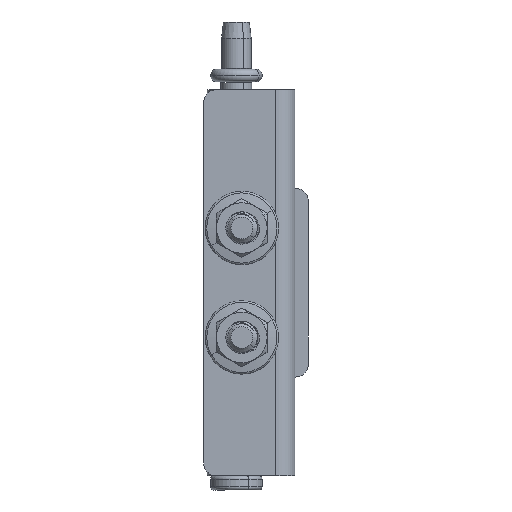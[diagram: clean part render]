
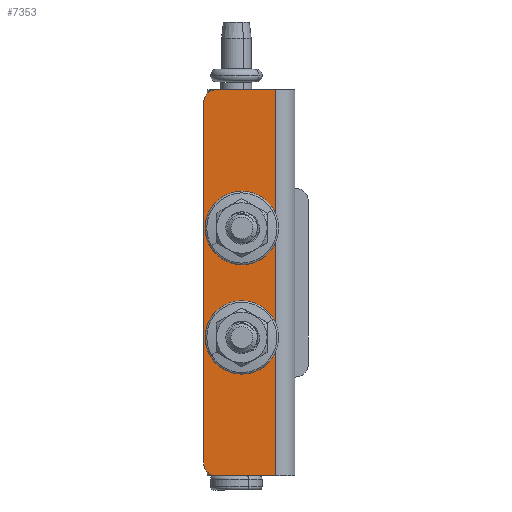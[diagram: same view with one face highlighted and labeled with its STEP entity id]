
A CAD part, front view. The second image highlights one B-rep face of the part: STEP entity #7353.
In plain terms, the highlighted planar face has unit normal (0, -1, 0).
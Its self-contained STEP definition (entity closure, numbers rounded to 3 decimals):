
#165 = DIRECTION ( 'NONE',  ( 0., 0., 1. ) ) ;
#191 = CARTESIAN_POINT ( 'NONE',  ( -93.915, 14.572, 60.386 ) ) ;
#254 = LINE ( 'NONE', #2965, #5567 ) ;
#471 = DIRECTION ( 'NONE',  ( 0., -1., 0. ) ) ;
#516 = DIRECTION ( 'NONE',  ( 0., 0., 1. ) ) ;
#517 = ORIENTED_EDGE ( 'NONE', *, *, #1710, .F. ) ;
#553 = CARTESIAN_POINT ( 'NONE',  ( -87.965, 14.572, 41.536 ) ) ;
#666 = ORIENTED_EDGE ( 'NONE', *, *, #7815, .F. ) ;
#723 = EDGE_CURVE ( 'NONE', #2972, #5156, #7880, .T. ) ;
#1012 = DIRECTION ( 'NONE',  ( 0., 0., 1. ) ) ;
#1109 = FACE_BOUND ( 'NONE', #7423, .T. ) ;
#1114 = ORIENTED_EDGE ( 'NONE', *, *, #7852, .F. ) ;
#1192 = EDGE_LOOP ( 'NONE', ( #2862, #6911, #7974, #666, #8497, #3184 ) ) ;
#1279 = CARTESIAN_POINT ( 'NONE',  ( -87.965, 14.572, 21.886 ) ) ;
#1288 = PLANE ( 'NONE',  #3604 ) ;
#1492 = VERTEX_POINT ( 'NONE', #6715 ) ;
#1623 = VECTOR ( 'NONE', #1012, 1000. ) ;
#1710 = EDGE_CURVE ( 'NONE', #4646, #3063, #2853, .T. ) ;
#1809 = VECTOR ( 'NONE', #7249, 1000. ) ;
#1830 = CARTESIAN_POINT ( 'NONE',  ( -93.315, 14.572, 0.386 ) ) ;
#2210 = DIRECTION ( 'NONE',  ( 0., -1., 0. ) ) ;
#2215 = CARTESIAN_POINT ( 'NONE',  ( -93.915, 14.572, 58.386 ) ) ;
#2503 = DIRECTION ( 'NONE',  ( -1., 0., 0. ) ) ;
#2603 = DIRECTION ( 'NONE',  ( 0., 0., 1. ) ) ;
#2641 = DIRECTION ( 'NONE',  ( 0., -1., 0. ) ) ;
#2770 = CARTESIAN_POINT ( 'NONE',  ( -87.965, 14.572, 38.886 ) ) ;
#2853 = CIRCLE ( 'NONE', #3548, 2.65 ) ;
#2862 = ORIENTED_EDGE ( 'NONE', *, *, #3859, .F. ) ;
#2965 = CARTESIAN_POINT ( 'NONE',  ( -82.715, 14.572, 60.386 ) ) ;
#2972 = VERTEX_POINT ( 'NONE', #3664 ) ;
#2981 = AXIS2_PLACEMENT_3D ( 'NONE', #7136, #8676, #5884 ) ;
#3063 = VERTEX_POINT ( 'NONE', #553 ) ;
#3184 = ORIENTED_EDGE ( 'NONE', *, *, #723, .T. ) ;
#3448 = VERTEX_POINT ( 'NONE', #3501 ) ;
#3501 = CARTESIAN_POINT ( 'NONE',  ( -82.715, 14.572, 60.386 ) ) ;
#3512 = DIRECTION ( 'NONE',  ( 0., -1., 0. ) ) ;
#3527 = CARTESIAN_POINT ( 'NONE',  ( -91.915, 14.572, 58.386 ) ) ;
#3548 = AXIS2_PLACEMENT_3D ( 'NONE', #2770, #3512, #5460 ) ;
#3604 = AXIS2_PLACEMENT_3D ( 'NONE', #7969, #5964, #2603 ) ;
#3659 = LINE ( 'NONE', #191, #1623 ) ;
#3664 = CARTESIAN_POINT ( 'NONE',  ( -91.915, 14.572, 60.386 ) ) ;
#3676 = DIRECTION ( 'NONE',  ( 0., -1., 0. ) ) ;
#3859 = EDGE_CURVE ( 'NONE', #6484, #5156, #3659, .T. ) ;
#4011 = AXIS2_PLACEMENT_3D ( 'NONE', #7050, #3676, #165 ) ;
#4138 = EDGE_LOOP ( 'NONE', ( #6645, #6985 ) ) ;
#4646 = VERTEX_POINT ( 'NONE', #8377 ) ;
#4784 = EDGE_CURVE ( 'NONE', #6484, #7006, #7231, .T. ) ;
#5065 = AXIS2_PLACEMENT_3D ( 'NONE', #5828, #471, #516 ) ;
#5156 = VERTEX_POINT ( 'NONE', #2215 ) ;
#5202 = LINE ( 'NONE', #7206, #1809 ) ;
#5259 = FACE_BOUND ( 'NONE', #4138, .T. ) ;
#5291 = EDGE_CURVE ( 'NONE', #1492, #7578, #5766, .T. ) ;
#5322 = CARTESIAN_POINT ( 'NONE',  ( -93.915, 14.572, 2.386 ) ) ;
#5460 = DIRECTION ( 'NONE',  ( 0., 0., 1. ) ) ;
#5522 = CARTESIAN_POINT ( 'NONE',  ( -82.715, 14.572, 0.386 ) ) ;
#5531 = DIRECTION ( 'NONE',  ( 0., 0., -1. ) ) ;
#5567 = VECTOR ( 'NONE', #5531, 1000. ) ;
#5680 = CARTESIAN_POINT ( 'NONE',  ( -87.965, 14.572, 24.536 ) ) ;
#5766 = CIRCLE ( 'NONE', #5065, 2.65 ) ;
#5828 = CARTESIAN_POINT ( 'NONE',  ( -87.965, 14.572, 21.886 ) ) ;
#5884 = DIRECTION ( 'NONE',  ( 0., 0., 1. ) ) ;
#5898 = EDGE_CURVE ( 'NONE', #7965, #7006, #7772, .T. ) ;
#5964 = DIRECTION ( 'NONE',  ( 0., 1., 0. ) ) ;
#5970 = CARTESIAN_POINT ( 'NONE',  ( -91.915, 14.572, 0.386 ) ) ;
#6338 = VECTOR ( 'NONE', #2503, 1000. ) ;
#6419 = EDGE_CURVE ( 'NONE', #2972, #3448, #5202, .T. ) ;
#6484 = VERTEX_POINT ( 'NONE', #5322 ) ;
#6645 = ORIENTED_EDGE ( 'NONE', *, *, #8172, .F. ) ;
#6715 = CARTESIAN_POINT ( 'NONE',  ( -87.965, 14.572, 19.236 ) ) ;
#6729 = CIRCLE ( 'NONE', #7572, 2.65 ) ;
#6911 = ORIENTED_EDGE ( 'NONE', *, *, #4784, .T. ) ;
#6985 = ORIENTED_EDGE ( 'NONE', *, *, #5291, .F. ) ;
#7006 = VERTEX_POINT ( 'NONE', #5970 ) ;
#7050 = CARTESIAN_POINT ( 'NONE',  ( -87.965, 14.572, 38.886 ) ) ;
#7136 = CARTESIAN_POINT ( 'NONE',  ( -91.915, 14.572, 2.386 ) ) ;
#7206 = CARTESIAN_POINT ( 'NONE',  ( -93.315, 14.572, 60.386 ) ) ;
#7231 = CIRCLE ( 'NONE', #2981, 2. ) ;
#7249 = DIRECTION ( 'NONE',  ( 1., 0., 0. ) ) ;
#7353 = ADVANCED_FACE ( 'NONE', ( #8630, #1109, #5259 ), #1288, .F. ) ;
#7392 = DIRECTION ( 'NONE',  ( 0., 0., 1. ) ) ;
#7423 = EDGE_LOOP ( 'NONE', ( #1114, #517 ) ) ;
#7572 = AXIS2_PLACEMENT_3D ( 'NONE', #1279, #2641, #8758 ) ;
#7578 = VERTEX_POINT ( 'NONE', #5680 ) ;
#7772 = LINE ( 'NONE', #1830, #6338 ) ;
#7815 = EDGE_CURVE ( 'NONE', #3448, #7965, #254, .T. ) ;
#7837 = CIRCLE ( 'NONE', #4011, 2.65 ) ;
#7852 = EDGE_CURVE ( 'NONE', #3063, #4646, #7837, .T. ) ;
#7880 = CIRCLE ( 'NONE', #8018, 2. ) ;
#7965 = VERTEX_POINT ( 'NONE', #5522 ) ;
#7969 = CARTESIAN_POINT ( 'NONE',  ( -93.315, 14.572, 60.386 ) ) ;
#7974 = ORIENTED_EDGE ( 'NONE', *, *, #5898, .F. ) ;
#8018 = AXIS2_PLACEMENT_3D ( 'NONE', #3527, #2210, #7392 ) ;
#8172 = EDGE_CURVE ( 'NONE', #7578, #1492, #6729, .T. ) ;
#8377 = CARTESIAN_POINT ( 'NONE',  ( -87.965, 14.572, 36.236 ) ) ;
#8497 = ORIENTED_EDGE ( 'NONE', *, *, #6419, .F. ) ;
#8630 = FACE_OUTER_BOUND ( 'NONE', #1192, .T. ) ;
#8676 = DIRECTION ( 'NONE',  ( 0., -1., 0. ) ) ;
#8758 = DIRECTION ( 'NONE',  ( 0., 0., 1. ) ) ;
